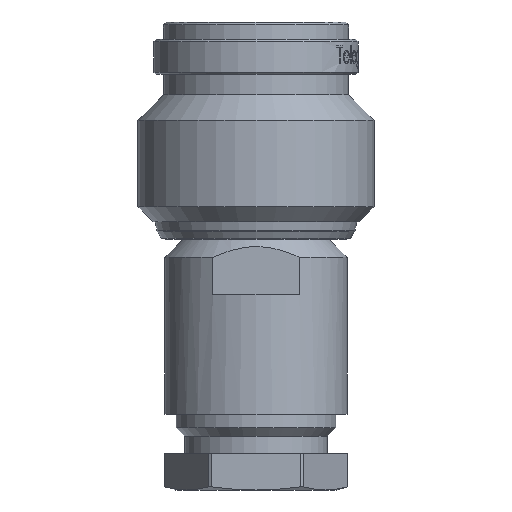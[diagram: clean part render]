
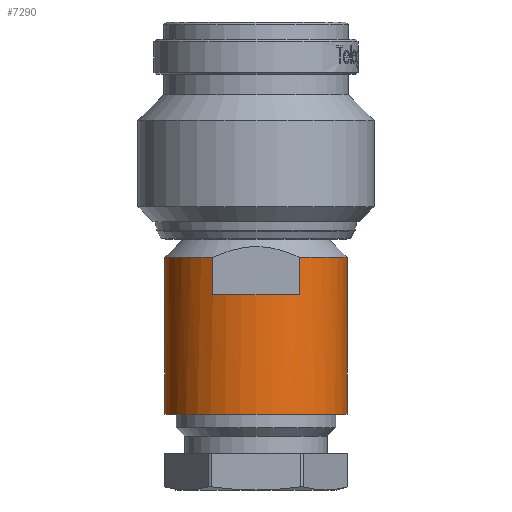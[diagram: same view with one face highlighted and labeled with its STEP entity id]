
A CAD part, front view. The second image highlights one B-rep face of the part: STEP entity #7290.
In plain terms, the highlighted cylindrical face has radius 6.25 mm (diameter 12.5 mm), a partial arc.
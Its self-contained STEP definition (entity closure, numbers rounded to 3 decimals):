
#19 = CARTESIAN_POINT ( 'NONE',  ( 6.25, 0., 0. ) ) ;
#182 = CARTESIAN_POINT ( 'NONE',  ( 0., 0., 0. ) ) ;
#183 = CARTESIAN_POINT ( 'NONE',  ( -6.25, 0., 0. ) ) ;
#314 = DIRECTION ( 'NONE',  ( 0., 0., 1. ) ) ;
#320 = CARTESIAN_POINT ( 'NONE',  ( -2.969, -5.5, -17.8 ) ) ;
#1414 = AXIS2_PLACEMENT_3D ( 'NONE', #13689, #12083, #3150 ) ;
#1484 = CARTESIAN_POINT ( 'NONE',  ( 6.25, 0., -15.25 ) ) ;
#2158 = DIRECTION ( 'NONE',  ( 0., 0., 1. ) ) ;
#2292 = CARTESIAN_POINT ( 'NONE',  ( 0., 0., -15.25 ) ) ;
#2315 = CARTESIAN_POINT ( 'NONE',  ( -2.969, -5.5, 0. ) ) ;
#2814 = DIRECTION ( 'NONE',  ( 0., 0., -1. ) ) ;
#2892 = ORIENTED_EDGE ( 'NONE', *, *, #17456, .T. ) ;
#2905 = VERTEX_POINT ( 'NONE', #16721 ) ;
#3150 = DIRECTION ( 'NONE',  ( 1., 0., 0. ) ) ;
#3273 = LINE ( 'NONE', #183, #15536 ) ;
#3636 = EDGE_CURVE ( 'NONE', #15916, #15706, #4439, .T. ) ;
#3664 = VECTOR ( 'NONE', #8856, 1000. ) ;
#4147 = DIRECTION ( 'NONE',  ( 0., 0., -1. ) ) ;
#4189 = CARTESIAN_POINT ( 'NONE',  ( -2.969, -5.5, -15.25 ) ) ;
#4200 = VECTOR ( 'NONE', #2814, 1000. ) ;
#4217 = ORIENTED_EDGE ( 'NONE', *, *, #4840, .T. ) ;
#4327 = EDGE_CURVE ( 'NONE', #15916, #4823, #11177, .T. ) ;
#4439 = LINE ( 'NONE', #11760, #4200 ) ;
#4550 = VECTOR ( 'NONE', #11025, 1000. ) ;
#4761 = AXIS2_PLACEMENT_3D ( 'NONE', #2292, #2158, #13931 ) ;
#4823 = VERTEX_POINT ( 'NONE', #1484 ) ;
#4840 = EDGE_CURVE ( 'NONE', #2905, #4823, #19164, .T. ) ;
#5536 = ORIENTED_EDGE ( 'NONE', *, *, #4327, .F. ) ;
#5725 = VERTEX_POINT ( 'NONE', #13482 ) ;
#6356 = VERTEX_POINT ( 'NONE', #320 ) ;
#6861 = CARTESIAN_POINT ( 'NONE',  ( 0., 0., -26. ) ) ;
#6864 = ORIENTED_EDGE ( 'NONE', *, *, #10305, .T. ) ;
#7120 = DIRECTION ( 'NONE',  ( -1., 0., 0. ) ) ;
#7290 = ADVANCED_FACE ( 'NONE', ( #13163 ), #16463, .T. ) ;
#7297 = LINE ( 'NONE', #2315, #4550 ) ;
#7409 = AXIS2_PLACEMENT_3D ( 'NONE', #6861, #11061, #16969 ) ;
#8048 = VERTEX_POINT ( 'NONE', #16783 ) ;
#8856 = DIRECTION ( 'NONE',  ( 0., 0., 1. ) ) ;
#8948 = DIRECTION ( 'NONE',  ( 1., 0., 0. ) ) ;
#9019 = DIRECTION ( 'NONE',  ( 0., 0., 1. ) ) ;
#9390 = VERTEX_POINT ( 'NONE', #4189 ) ;
#9870 = ORIENTED_EDGE ( 'NONE', *, *, #3636, .T. ) ;
#9958 = EDGE_CURVE ( 'NONE', #8048, #9390, #18596, .T. ) ;
#10180 = AXIS2_PLACEMENT_3D ( 'NONE', #182, #9019, #8948 ) ;
#10305 = EDGE_CURVE ( 'NONE', #15706, #6356, #13385, .T. ) ;
#11025 = DIRECTION ( 'NONE',  ( 0., 0., 1. ) ) ;
#11061 = DIRECTION ( 'NONE',  ( 0., 0., 1. ) ) ;
#11177 = CIRCLE ( 'NONE', #1414, 6.25 ) ;
#11670 = EDGE_CURVE ( 'NONE', #5725, #8048, #3273, .T. ) ;
#11760 = CARTESIAN_POINT ( 'NONE',  ( 2.969, -5.5, 0. ) ) ;
#12083 = DIRECTION ( 'NONE',  ( 0., 0., 1. ) ) ;
#12359 = EDGE_LOOP ( 'NONE', ( #13206, #15667, #4217, #5536, #9870, #6864, #2892, #14230 ) ) ;
#13163 = FACE_OUTER_BOUND ( 'NONE', #12359, .T. ) ;
#13206 = ORIENTED_EDGE ( 'NONE', *, *, #11670, .F. ) ;
#13385 = CIRCLE ( 'NONE', #15378, 6.25 ) ;
#13417 = EDGE_CURVE ( 'NONE', #5725, #2905, #16599, .T. ) ;
#13482 = CARTESIAN_POINT ( 'NONE',  ( -6.25, 0., -26. ) ) ;
#13689 = CARTESIAN_POINT ( 'NONE',  ( 0., 0., -15.25 ) ) ;
#13931 = DIRECTION ( 'NONE',  ( 1., 0., 0. ) ) ;
#14230 = ORIENTED_EDGE ( 'NONE', *, *, #9958, .F. ) ;
#15378 = AXIS2_PLACEMENT_3D ( 'NONE', #18917, #4147, #7120 ) ;
#15536 = VECTOR ( 'NONE', #314, 1000. ) ;
#15667 = ORIENTED_EDGE ( 'NONE', *, *, #13417, .T. ) ;
#15706 = VERTEX_POINT ( 'NONE', #16391 ) ;
#15916 = VERTEX_POINT ( 'NONE', #18581 ) ;
#16391 = CARTESIAN_POINT ( 'NONE',  ( 2.969, -5.5, -17.8 ) ) ;
#16463 = CYLINDRICAL_SURFACE ( 'NONE', #10180, 6.25 ) ;
#16599 = CIRCLE ( 'NONE', #7409, 6.25 ) ;
#16721 = CARTESIAN_POINT ( 'NONE',  ( 6.25, 0., -26. ) ) ;
#16783 = CARTESIAN_POINT ( 'NONE',  ( -6.25, 0., -15.25 ) ) ;
#16969 = DIRECTION ( 'NONE',  ( 1., 0., 0. ) ) ;
#17456 = EDGE_CURVE ( 'NONE', #6356, #9390, #7297, .T. ) ;
#18581 = CARTESIAN_POINT ( 'NONE',  ( 2.969, -5.5, -15.25 ) ) ;
#18596 = CIRCLE ( 'NONE', #4761, 6.25 ) ;
#18917 = CARTESIAN_POINT ( 'NONE',  ( 0., 0., -17.8 ) ) ;
#19164 = LINE ( 'NONE', #19, #3664 ) ;
